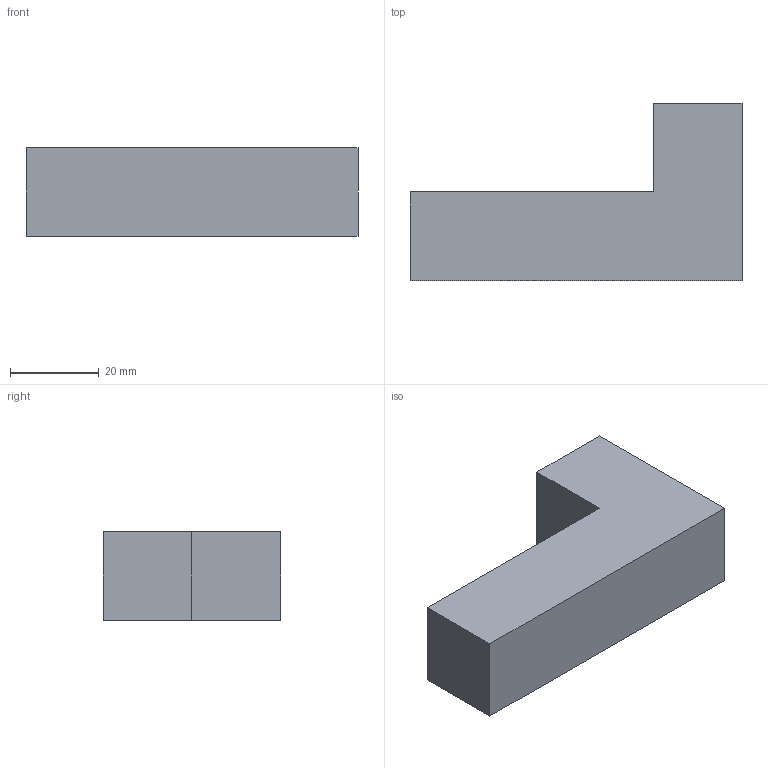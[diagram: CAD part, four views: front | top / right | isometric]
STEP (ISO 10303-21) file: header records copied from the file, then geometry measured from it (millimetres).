
FILE_DESCRIPTION((''),'2;1');
FILE_NAME('frame7.stp','2014-11-14T10:10:24',('Zuzmo'),(''),'Autodesk Inventor 2010','Autodesk Inventor 2010','');
FILE_SCHEMA(('AUTOMOTIVE_DESIGN { 1 0 10303 214 1 1 1 1 }'));
Length unit declared in the file: metre
Products named in the file (1): frame7
Bounding box: 75 x 40 x 20 mm (x, y, z)
Volume: 38000 mm3; surface area: 8400 mm2
Topology: 1 solids, 1 shells, 8 faces, 18 edges, 12 vertices
Faces by surface type: plane 8
Entity records: 250 total; most frequent: CARTESIAN_POINT 39, DIRECTION 36, ORIENTED_EDGE 36, VECTOR 18, LINE 18, EDGE_CURVE 18, VERTEX_POINT 12, AXIS2_PLACEMENT_3D 9
